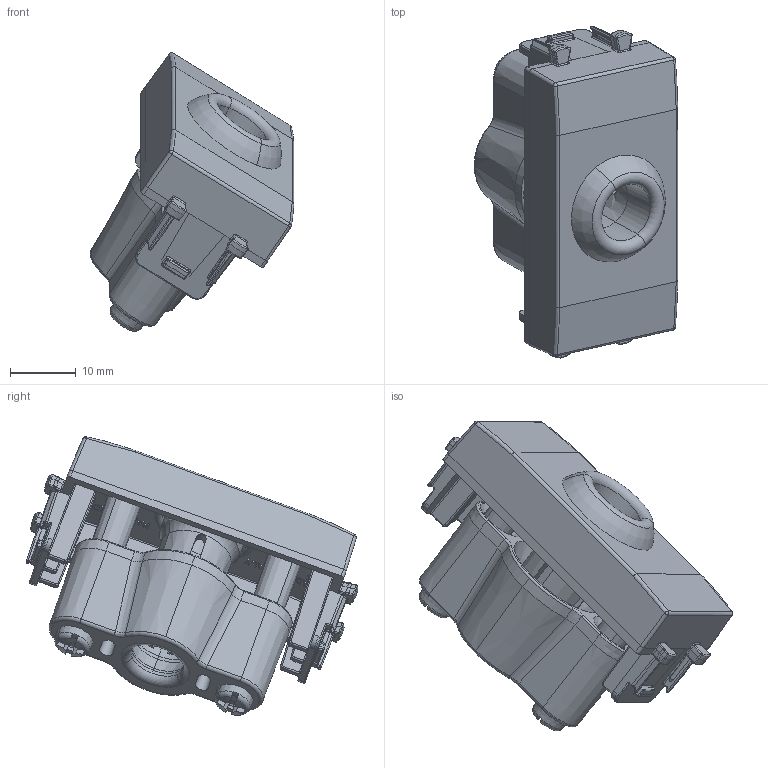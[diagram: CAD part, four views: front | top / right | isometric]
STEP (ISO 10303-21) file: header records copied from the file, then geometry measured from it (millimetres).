
FILE_DESCRIPTION(('CATIA V5 STEP Exchange'),'2;1');
FILE_NAME('441008.stp','2024-03-06T11:20:51+00:00',('none'),('none'),'CATIA Version 5-6 Release 2016 SP6','CATIA V5 STEP AP203','none');
FILE_SCHEMA(('CONFIG_CONTROL_DESIGN'));
Products named in the file (1): 441008
Assembly tree (5 placements, depth 2):
  441008
    #57
    #101
    #37912
    #41493  x2
Bounding box: 31.01 x 50.6 x 42.45 mm (x, y, z)
Volume: 8570.2 mm3; surface area: 10915.7 mm2
Topology: 4 solids, 4 shells, 1302 faces, 3350 edges, 2034 vertices
Faces by surface type: plane 502, cylinder 357, bspline 206, sphere 76, cone 76, torus 65, extrusion 12, revolution 8
Entity records: 45734 total; most frequent: CARTESIAN_POINT 21338, ORIENTED_EDGE 6032, DIRECTION 3220, EDGE_CURVE 3016, VERTEX_POINT 1852, VECTOR 1274, LINE 1262, AXIS2_PLACEMENT_3D 1260
